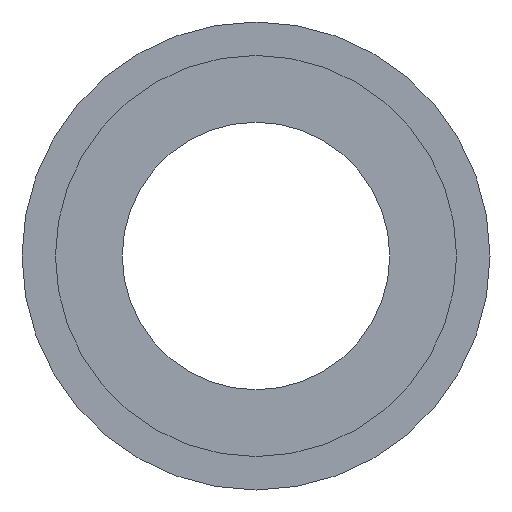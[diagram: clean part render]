
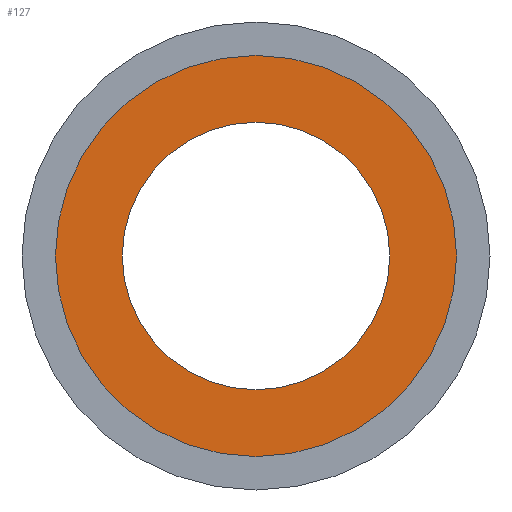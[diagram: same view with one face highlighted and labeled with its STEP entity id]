
A CAD part, front view. The second image highlights one B-rep face of the part: STEP entity #127.
In plain terms, the highlighted planar face has unit normal (0, -1, 0).
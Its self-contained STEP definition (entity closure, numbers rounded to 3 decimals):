
#2=CARTESIAN_POINT('',(0.,0.,0.));
#3=DIRECTION('',(0.,1.,0.));
#4=DIRECTION('',(1.,0.,0.));
#5=AXIS2_PLACEMENT_3D('',#2,#3,#4);
#7=CARTESIAN_POINT('',(0.,0.,0.));
#8=DIRECTION('',(0.,1.,0.));
#9=DIRECTION('',(-1.,0.,0.));
#10=AXIS2_PLACEMENT_3D('',#7,#8,#9);
#12=CARTESIAN_POINT('',(0.,0.,0.));
#13=DIRECTION('',(0.,-1.,0.));
#14=DIRECTION('',(1.,0.,0.));
#15=AXIS2_PLACEMENT_3D('',#12,#13,#14);
#17=CARTESIAN_POINT('',(0.,0.,0.));
#18=DIRECTION('',(0.,-1.,0.));
#19=DIRECTION('',(-1.,0.,0.));
#20=AXIS2_PLACEMENT_3D('',#17,#18,#19);
#86=CARTESIAN_POINT('',(6.,0.,0.));
#87=CARTESIAN_POINT('',(-6.,0.,0.));
#88=VERTEX_POINT('',#86);
#89=VERTEX_POINT('',#87);
#90=CARTESIAN_POINT('',(4.,0.,0.));
#91=CARTESIAN_POINT('',(-4.,0.,0.));
#92=VERTEX_POINT('',#90);
#93=VERTEX_POINT('',#91);
#110=CARTESIAN_POINT('',(0.,0.,0.));
#111=DIRECTION('',(0.,1.,0.));
#112=DIRECTION('',(1.,0.,0.));
#113=AXIS2_PLACEMENT_3D('',#110,#111,#112);
#114=PLANE('',#113);
#116=ORIENTED_EDGE('',*,*,#115,.T.);
#118=ORIENTED_EDGE('',*,*,#117,.T.);
#119=EDGE_LOOP('',(#116,#118));
#120=FACE_OUTER_BOUND('',#119,.F.);
#122=ORIENTED_EDGE('',*,*,#121,.T.);
#124=ORIENTED_EDGE('',*,*,#123,.T.);
#125=EDGE_LOOP('',(#122,#124));
#126=FACE_BOUND('',#125,.F.);
#127=ADVANCED_FACE('',(#120,#126),#114,.F.);
#6=CIRCLE('',#5,6.);
#11=CIRCLE('',#10,6.);
#16=CIRCLE('',#15,4.);
#21=CIRCLE('',#20,4.);
#115=EDGE_CURVE('',#88,#89,#6,.T.);
#117=EDGE_CURVE('',#89,#88,#11,.T.);
#121=EDGE_CURVE('',#92,#93,#16,.T.);
#123=EDGE_CURVE('',#93,#92,#21,.T.);
